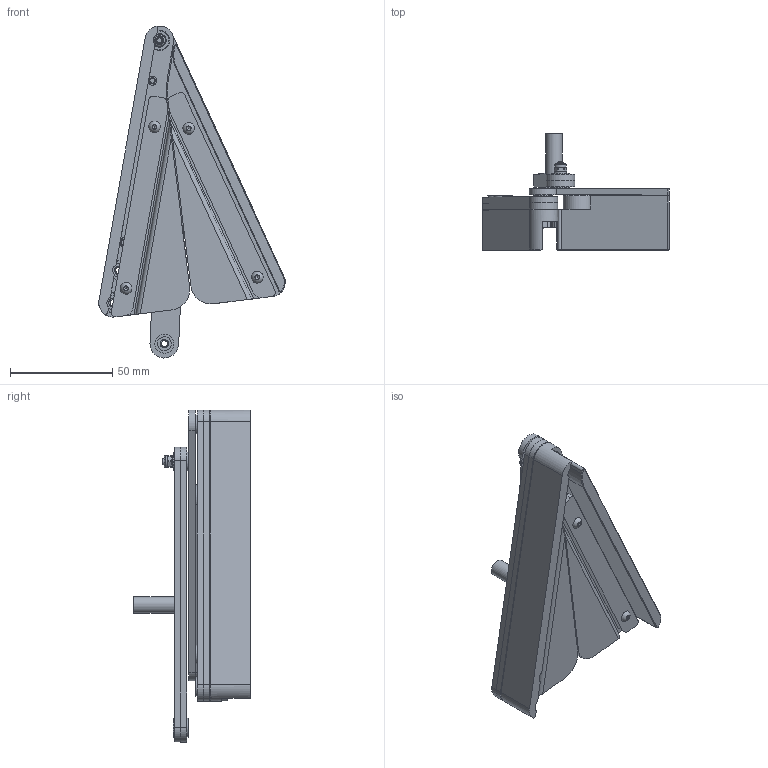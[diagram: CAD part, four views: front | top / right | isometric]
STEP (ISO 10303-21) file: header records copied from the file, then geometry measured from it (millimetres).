
FILE_DESCRIPTION(('FreeCAD Model'),'2;1');
FILE_NAME('Open CASCADE Shape Model','2025-01-12T00:01:51',(''),(''), 'Open CASCADE STEP processor 7.7','FreeCAD','Unknown');
FILE_SCHEMA(('CONFIG_CONTROL_DESIGN','SHAPE_APPEARANCE_LAYER_MIM'));
Length unit declared in the file: millimetre
Products named in the file (38): LeftArmComplete; LeftArmAssembled; ArmAssembled; LeftArm001; MF83; CoreMF83; SleeveMF83; LeftArmCap; LeftArmFlange; LeftArmFasteners; M3x10-Vis009; M3x10-Vis010; M3-Rondelle001; M3-Écrou001; M3x5.74-Insert; M3x5.74-Insert001; M3x8-Vis; M3x8-Vis006; ForeArmAssembled; LeftForearm001; LeftForearmCap; LeftForearmFasteners; M3x10-Vis004; M3x10-Vis005; M3x16-Vis001; M3x16-Vis; M3x5.74-Insérer; M3x5.74-Insérer001; M3x5.74-Insert004; M3x5.74-Insert005; M3x8-Vis007; M3x8-Vis008; LeftForearmFlange; LeftConnectorAssembled; LeftConnector001; M3-Rondelle; M3-Écrou; Body020
Assembly tree (48 placements, depth 5):
  LeftArmComplete
    LeftArmAssembled
      ArmAssembled
        LeftArm001  x2
        MF83  x6
          CoreMF83
          SleeveMF83
        LeftArmCap
        LeftArmFlange
        LeftArmFasteners
          M3x10-Vis009
          M3x10-Vis010
          M3-Rondelle001
          M3-Écrou001
          M3x5.74-Insert
          M3x5.74-Insert001
          M3x8-Vis
          M3x8-Vis006
      ForeArmAssembled
        LeftForearm001
        LeftForearmCap
        LeftForearmFasteners
          M3x10-Vis004
          M3x10-Vis005
          M3x16-Vis001
          M3x16-Vis
          M3x5.74-Insérer
          M3x5.74-Insérer001
          M3x5.74-Insert004
          M3x5.74-Insert005
          M3x8-Vis007
          M3x8-Vis008
        LeftForearmFlange
    LeftConnectorAssembled
      LeftConnector001  x2
      MF83  x4
        CoreMF83
        SleeveMF83
      M3-Rondelle
      M3-Écrou
      Body020
Bounding box: 91.02 x 57 x 162.02 mm (x, y, z)
Volume: 115143.2 mm3; surface area: 66926.9 mm2
Topology: 60 solids, 60 shells, 596 faces, 1222 edges, 781 vertices
Faces by surface type: plane 291, cylinder 224, cone 65, torus 12, sphere 4
Full cylindrical faces by diameter (mm): 2.46 x6, 2.5 x2, 3 x30, 3.2 x4, 3.5 x2, 3.614 x6, 3.86 x12, 4.2 x20, 4.3 x8, 4.55 x12, 5.495 x2, 6 x8, 6.8 x20, 8 x21, 9.2 x10, 10 x3
Entity records: 14344 total; most frequent: DIRECTION 2544, CARTESIAN_POINT 2113, ORIENTED_EDGE 1976, AXIS2_PLACEMENT_3D 1056, EDGE_CURVE 988, VERTEX_POINT 625, FACE_BOUND 551, EDGE_LOOP 551
